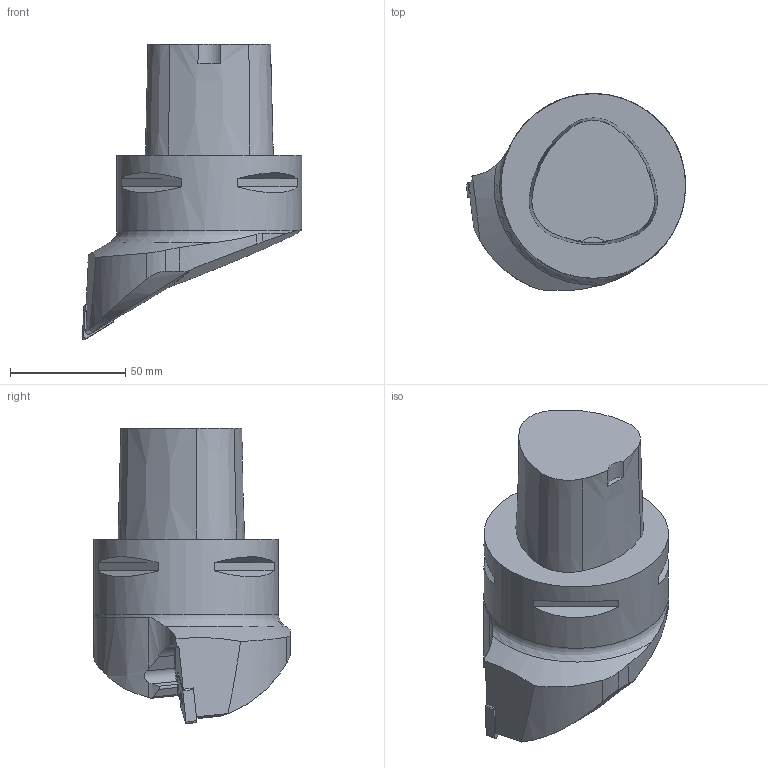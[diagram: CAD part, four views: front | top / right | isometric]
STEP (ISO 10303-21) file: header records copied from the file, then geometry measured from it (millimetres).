
FILE_DESCRIPTION(/* description */ (''),/* implementation_level */ '2;1');
FILE_NAME(/* name */ '1543982741464.stp',/* time_stamp */ '2018-12-05T09:35:57+05:00',/* author */ (''),/* organization */ ('SMS'),/* preprocessor_version */ 'ST-DEVELOPER v15',/* originating_system */ 'SIEMENS PLM Software NX 8.5',/* authorisation */ '');
FILE_SCHEMA (('AUTOMOTIVE_DESIGN { 1 0 10303 214 3 1 1 1 }'));
Length unit declared in the file: millimetre
Products named in the file (4): IsoTurningInsert; ASSEMBLY_CONSTRUCTION; 201880208mod000_01; 201880207mod000_01
Assembly tree (3 placements, depth 2):
  201880207mod000_01
    201880208mod000_01
    ASSEMBLY_CONSTRUCTION
    IsoTurningInsert
Bounding box: 95 x 85.34 x 128 mm (x, y, z)
Volume: 375333.1 mm3; surface area: 35017.6 mm2
Topology: 2 solids, 2 shells, 78 faces, 199 edges, 137 vertices
Faces by surface type: plane 37, cylinder 25, cone 7, torus 6, bspline 3
Full cylindrical faces by diameter (mm): 5.156 x1, 5.16 x1, 80 x1
Entity records: 2757 total; most frequent: CARTESIAN_POINT 730, DIRECTION 399, ORIENTED_EDGE 386, EDGE_CURVE 193, AXIS2_PLACEMENT_3D 156, VERTEX_POINT 128, EDGE_LOOP 89, LINE 87
